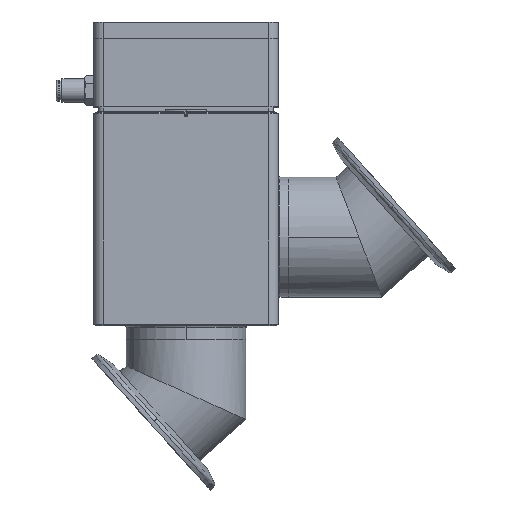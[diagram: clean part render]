
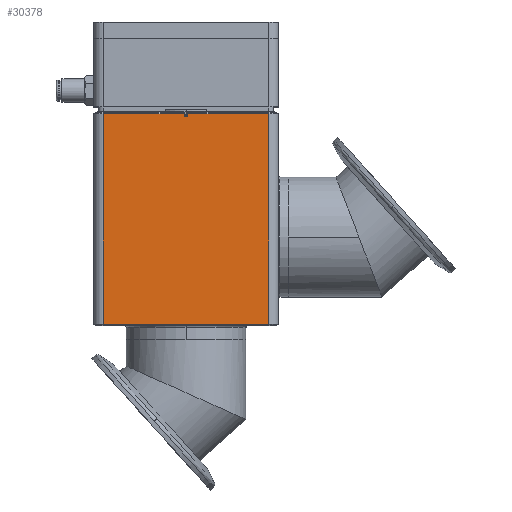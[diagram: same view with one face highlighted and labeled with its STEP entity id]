
A CAD part, top view. The second image highlights one B-rep face of the part: STEP entity #30378.
In plain terms, the highlighted planar face has unit normal (0, 0, 1).
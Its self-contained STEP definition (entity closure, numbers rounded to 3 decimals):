
#484 = LINE ( 'NONE', #5558, #10794 ) ;
#632 = EDGE_CURVE ( 'NONE', #15410, #26496, #4218, .T. ) ;
#1379 = LINE ( 'NONE', #26427, #24342 ) ;
#1675 = EDGE_LOOP ( 'NONE', ( #27040, #13772, #13454, #19505, #19173, #32358, #27443, #28947 ) ) ;
#2201 = CARTESIAN_POINT ( 'NONE',  ( -0.75, 88.551, 39. ) ) ;
#3557 = EDGE_CURVE ( 'NONE', #6724, #31287, #11616, .T. ) ;
#3952 = EDGE_CURVE ( 'NONE', #15453, #22367, #7031, .T. ) ;
#4169 = VECTOR ( 'NONE', #7355, 1000. ) ;
#4218 = LINE ( 'NONE', #2201, #22402 ) ;
#5349 = LINE ( 'NONE', #13103, #30233 ) ;
#5558 = CARTESIAN_POINT ( 'NONE',  ( -35., 89.801, 39. ) ) ;
#5888 = EDGE_CURVE ( 'NONE', #26496, #11946, #29242, .T. ) ;
#6113 = CARTESIAN_POINT ( 'NONE',  ( -0.75, 90.301, 39. ) ) ;
#6724 = VERTEX_POINT ( 'NONE', #21320 ) ;
#7031 = LINE ( 'NONE', #30490, #4169 ) ;
#7355 = DIRECTION ( 'NONE',  ( -1., 0., 0. ) ) ;
#7943 = CARTESIAN_POINT ( 'NONE',  ( 35., 90.301, 39. ) ) ;
#8915 = DIRECTION ( 'NONE',  ( 0., -1., 0. ) ) ;
#9829 = DIRECTION ( 'NONE',  ( -1., 0., 0. ) ) ;
#10625 = EDGE_CURVE ( 'NONE', #11946, #6724, #484, .T. ) ;
#10794 = VECTOR ( 'NONE', #26646, 1000. ) ;
#11040 = EDGE_CURVE ( 'NONE', #22367, #15410, #5349, .T. ) ;
#11616 = LINE ( 'NONE', #31736, #18723 ) ;
#11946 = VERTEX_POINT ( 'NONE', #13032 ) ;
#13032 = CARTESIAN_POINT ( 'NONE',  ( -0.75, 89.801, 39. ) ) ;
#13103 = CARTESIAN_POINT ( 'NONE',  ( 0.75, 90.301, 39. ) ) ;
#13454 = ORIENTED_EDGE ( 'NONE', *, *, #632, .T. ) ;
#13772 = ORIENTED_EDGE ( 'NONE', *, *, #11040, .T. ) ;
#14883 = CARTESIAN_POINT ( 'NONE',  ( 0., 90.301, 39. ) ) ;
#15410 = VERTEX_POINT ( 'NONE', #17419 ) ;
#15453 = VERTEX_POINT ( 'NONE', #20470 ) ;
#15751 = VERTEX_POINT ( 'NONE', #30371 ) ;
#17419 = CARTESIAN_POINT ( 'NONE',  ( 0.75, 88.551, 39. ) ) ;
#17561 = DIRECTION ( 'NONE',  ( -1., 0., 0. ) ) ;
#18200 = EDGE_CURVE ( 'NONE', #31287, #15751, #1379, .T. ) ;
#18723 = VECTOR ( 'NONE', #8915, 1000. ) ;
#19173 = ORIENTED_EDGE ( 'NONE', *, *, #10625, .T. ) ;
#19505 = ORIENTED_EDGE ( 'NONE', *, *, #5888, .T. ) ;
#20470 = CARTESIAN_POINT ( 'NONE',  ( 35., 89.801, 39. ) ) ;
#21320 = CARTESIAN_POINT ( 'NONE',  ( -35., 89.801, 39. ) ) ;
#21394 = VECTOR ( 'NONE', #25554, 1000. ) ;
#21837 = DIRECTION ( 'NONE',  ( 1., 0., 0. ) ) ;
#22367 = VERTEX_POINT ( 'NONE', #26746 ) ;
#22368 = FACE_OUTER_BOUND ( 'NONE', #1675, .T. ) ;
#22402 = VECTOR ( 'NONE', #17561, 1000. ) ;
#22538 = DIRECTION ( 'NONE',  ( 0., 0., -1. ) ) ;
#23443 = DIRECTION ( 'NONE',  ( 0., 1., 0. ) ) ;
#23451 = DIRECTION ( 'NONE',  ( 0., -1., 0. ) ) ;
#24227 = VECTOR ( 'NONE', #23443, 1000. ) ;
#24342 = VECTOR ( 'NONE', #21837, 1000. ) ;
#25423 = PLANE ( 'NONE',  #28444 ) ;
#25554 = DIRECTION ( 'NONE',  ( 0., -1., 0. ) ) ;
#25716 = LINE ( 'NONE', #7943, #21394 ) ;
#26427 = CARTESIAN_POINT ( 'NONE',  ( 0., 0.5, 39. ) ) ;
#26496 = VERTEX_POINT ( 'NONE', #27915 ) ;
#26646 = DIRECTION ( 'NONE',  ( -1., 0., 0. ) ) ;
#26731 = EDGE_CURVE ( 'NONE', #15453, #15751, #25716, .T. ) ;
#26746 = CARTESIAN_POINT ( 'NONE',  ( 0.75, 89.801, 39. ) ) ;
#27040 = ORIENTED_EDGE ( 'NONE', *, *, #3952, .T. ) ;
#27443 = ORIENTED_EDGE ( 'NONE', *, *, #18200, .T. ) ;
#27915 = CARTESIAN_POINT ( 'NONE',  ( -0.75, 88.551, 39. ) ) ;
#27992 = CARTESIAN_POINT ( 'NONE',  ( -35., 0.5, 39. ) ) ;
#28444 = AXIS2_PLACEMENT_3D ( 'NONE', #14883, #22538, #9829 ) ;
#28947 = ORIENTED_EDGE ( 'NONE', *, *, #26731, .F. ) ;
#29242 = LINE ( 'NONE', #6113, #24227 ) ;
#30233 = VECTOR ( 'NONE', #23451, 1000. ) ;
#30371 = CARTESIAN_POINT ( 'NONE',  ( 35., 0.5, 39. ) ) ;
#30378 = ADVANCED_FACE ( 'NONE', ( #22368 ), #25423, .F. ) ;
#30490 = CARTESIAN_POINT ( 'NONE',  ( -35., 89.801, 39. ) ) ;
#31287 = VERTEX_POINT ( 'NONE', #27992 ) ;
#31736 = CARTESIAN_POINT ( 'NONE',  ( -35., 90.301, 39. ) ) ;
#32358 = ORIENTED_EDGE ( 'NONE', *, *, #3557, .T. ) ;
